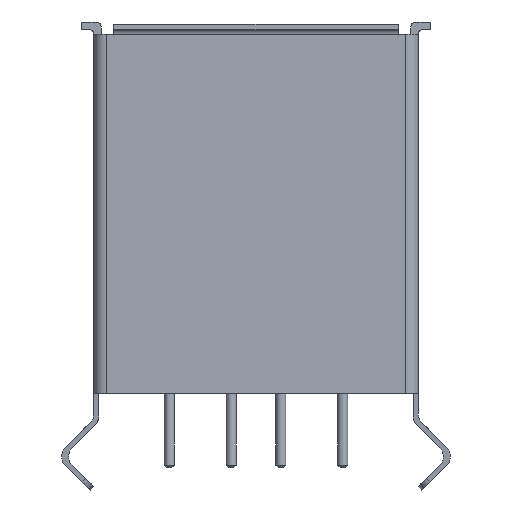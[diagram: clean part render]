
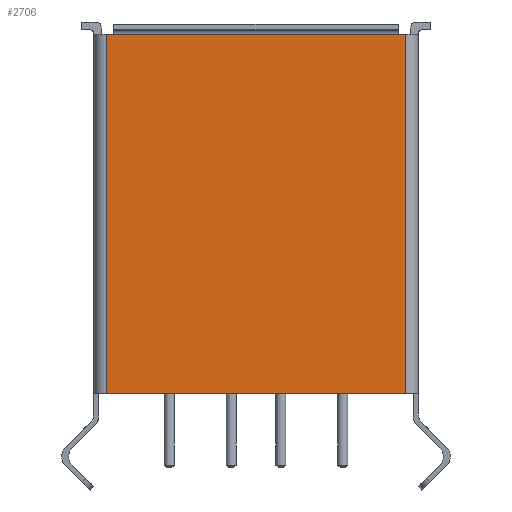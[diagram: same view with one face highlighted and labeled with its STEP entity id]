
A CAD part, front view. The second image highlights one B-rep face of the part: STEP entity #2706.
In plain terms, the highlighted planar face has unit normal (0, -1, 0).
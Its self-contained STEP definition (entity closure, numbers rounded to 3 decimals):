
#55 = VERTEX_POINT ( 'NONE', #1435 ) ;
#273 = ORIENTED_EDGE ( 'NONE', *, *, #2018, .T. ) ;
#452 = VERTEX_POINT ( 'NONE', #1289 ) ;
#504 = PLANE ( 'NONE',  #3011 ) ;
#553 = CARTESIAN_POINT ( 'NONE',  ( -6.05, -2.56, 7.25 ) ) ;
#727 = LINE ( 'NONE', #2507, #3701 ) ;
#812 = DIRECTION ( 'NONE',  ( 0., 1., 0. ) ) ;
#1031 = LINE ( 'NONE', #553, #2565 ) ;
#1044 = CARTESIAN_POINT ( 'NONE',  ( 6.05, -2.56, -7.25 ) ) ;
#1097 = VECTOR ( 'NONE', #1626, 1000. ) ;
#1107 = EDGE_LOOP ( 'NONE', ( #3016, #273, #1979, #1368 ) ) ;
#1235 = CARTESIAN_POINT ( 'NONE',  ( 6.05, -2.56, 7.25 ) ) ;
#1289 = CARTESIAN_POINT ( 'NONE',  ( -6.05, -2.56, -7.25 ) ) ;
#1368 = ORIENTED_EDGE ( 'NONE', *, *, #1566, .T. ) ;
#1435 = CARTESIAN_POINT ( 'NONE',  ( -6.05, -2.56, 7.25 ) ) ;
#1566 = EDGE_CURVE ( 'NONE', #55, #452, #1031, .T. ) ;
#1607 = DIRECTION ( 'NONE',  ( 1., 0., 0. ) ) ;
#1626 = DIRECTION ( 'NONE',  ( 1., 0., 0. ) ) ;
#1647 = FACE_OUTER_BOUND ( 'NONE', #1107, .T. ) ;
#1979 = ORIENTED_EDGE ( 'NONE', *, *, #3329, .F. ) ;
#2018 = EDGE_CURVE ( 'NONE', #2944, #3211, #2737, .T. ) ;
#2465 = CARTESIAN_POINT ( 'NONE',  ( 6.05, -2.56, 7.25 ) ) ;
#2507 = CARTESIAN_POINT ( 'NONE',  ( -6.55, -2.56, 7.25 ) ) ;
#2531 = CARTESIAN_POINT ( 'NONE',  ( -6.55, -2.56, 7.25 ) ) ;
#2535 = LINE ( 'NONE', #3339, #1097 ) ;
#2565 = VECTOR ( 'NONE', #3437, 1000. ) ;
#2682 = DIRECTION ( 'NONE',  ( 0., 0., 1. ) ) ;
#2706 = ADVANCED_FACE ( 'NONE', ( #1647 ), #504, .F. ) ;
#2737 = LINE ( 'NONE', #1235, #3405 ) ;
#2829 = DIRECTION ( 'NONE',  ( 0., 0., 1. ) ) ;
#2944 = VERTEX_POINT ( 'NONE', #1044 ) ;
#3011 = AXIS2_PLACEMENT_3D ( 'NONE', #2531, #812, #2829 ) ;
#3016 = ORIENTED_EDGE ( 'NONE', *, *, #3238, .T. ) ;
#3211 = VERTEX_POINT ( 'NONE', #2465 ) ;
#3238 = EDGE_CURVE ( 'NONE', #452, #2944, #2535, .T. ) ;
#3329 = EDGE_CURVE ( 'NONE', #55, #3211, #727, .T. ) ;
#3339 = CARTESIAN_POINT ( 'NONE',  ( -6.55, -2.56, -7.25 ) ) ;
#3405 = VECTOR ( 'NONE', #2682, 1000. ) ;
#3437 = DIRECTION ( 'NONE',  ( 0., 0., -1. ) ) ;
#3701 = VECTOR ( 'NONE', #1607, 1000. ) ;
